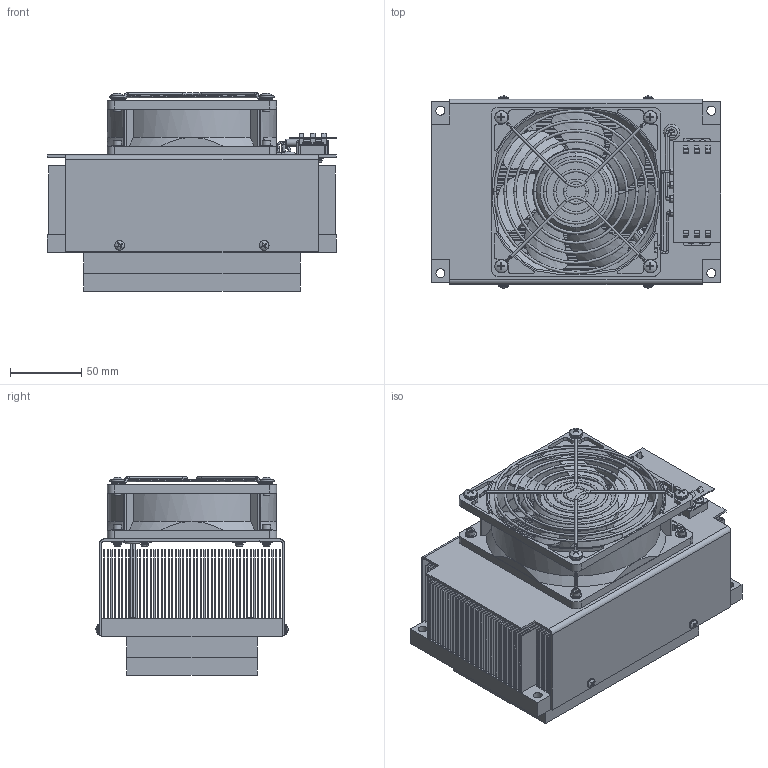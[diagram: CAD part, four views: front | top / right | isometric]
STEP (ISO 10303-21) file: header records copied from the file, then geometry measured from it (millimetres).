
FILE_DESCRIPTION(/* description */ ('Alibre Inc.'),/* implementation_level */ '2;1');
FILE_NAME(/* name */ 'export-2F46F271-FB6A-43FF-B7F4-5EEDB525593C',/* time_stamp */ '2021-07-21T10:12:31-04:00',/* author */ (''),/* organization */ (''),/* preprocessor_version */ 'ST-DEVELOPER v17',/* originating_system */ 'Alibre',/* authorisation */ '');
FILE_SCHEMA (('AUTOMOTIVE_DESIGN'));
Length unit declared in the file: inch
Products named in the file (51): 4658 Rev H; 12038G_RIBLESS; sc120_w5_RIB; sc120_w5_RING; sc120_w5; rev E
Bounding box: 203.34 x 135.08 x 139.52 mm (x, y, z)
Volume: 1299693 mm3; surface area: 1241701.6 mm2
Topology: 118 solids, 118 shells, 2957 faces, 7287 edges, 4766 vertices
Faces by surface type: plane 1754, cylinder 608, bspline 216, torus 206, cone 144, sphere 29
Full cylindrical faces by diameter (mm): 1.422 x10, 1.6 x4, 1.651 x10, 2.459 x2, 2.642 x20, 3.175 x2, 3.242 x4, 3.505 x33, 4.166 x8, 4.216 x8, 4.267 x4, 4.318 x8, 4.699 x4, 4.75 x1, 4.826 x10, 5.563 x8, 5.74 x12, 6.299 x4, 6.35 x8, 6.858 x25, 7.925 x2, 7.938 x4, 9.474 x4, 9.525 x4, 10.312 x4, 11.1 x2, 12.7 x8
Entity records: 60583 total; most frequent: CARTESIAN_POINT 21794, ORIENTED_EDGE 8074, DIRECTION 6459, EDGE_CURVE 4037, VERTEX_POINT 2721, AXIS2_PLACEMENT_3D 2552, VECTOR 2265, LINE 2265
